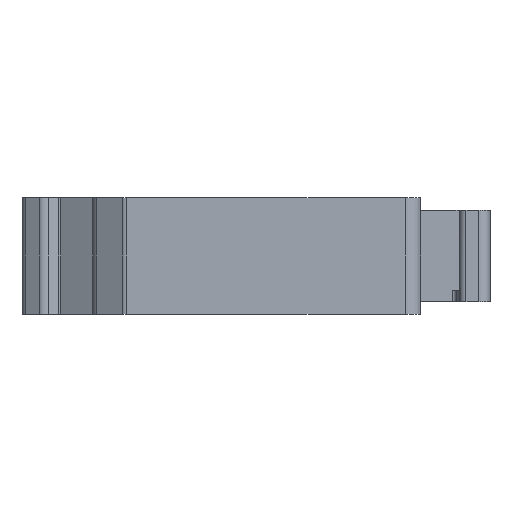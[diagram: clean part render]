
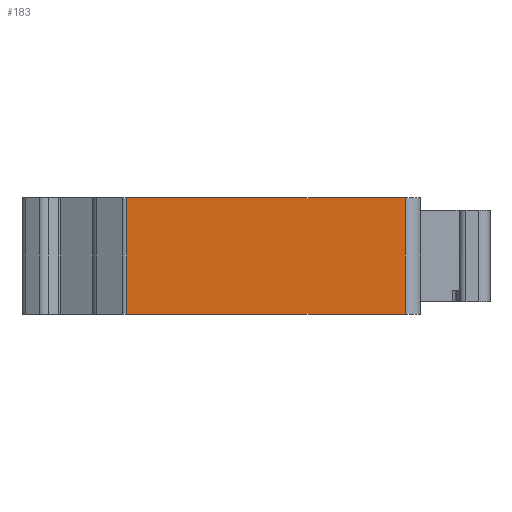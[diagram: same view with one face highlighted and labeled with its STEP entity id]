
A CAD part, left-side view. The second image highlights one B-rep face of the part: STEP entity #183.
In plain terms, the highlighted planar face has unit normal (-1, 0, 0).
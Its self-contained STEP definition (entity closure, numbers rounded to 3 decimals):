
#183=ADVANCED_FACE('',(#1551),#1553,.F.);
#1551=FACE_BOUND('',#1552,.T.);
#1552=EDGE_LOOP('',(#2713,#2714,#2715,#2716));
#1553=PLANE('',#1554);
#1554=AXIS2_PLACEMENT_3D('',#1555,#1556,#1557);
#1555=CARTESIAN_POINT('',(136.202,110.922,-7.65));
#1556=DIRECTION('',(1.,0.,0.));
#1557=DIRECTION('',(0.,-1.,0.));
#2713=ORIENTED_EDGE('',*,*,#3548,.T.);
#2714=ORIENTED_EDGE('',*,*,#3405,.F.);
#2715=ORIENTED_EDGE('',*,*,#3549,.T.);
#2716=ORIENTED_EDGE('',*,*,#3471,.T.);
#3405=EDGE_CURVE('',#3845,#3847,#3848,.T.);
#3471=EDGE_CURVE('',#3979,#3977,#3980,.T.);
#3548=EDGE_CURVE('',#3977,#3847,#4116,.T.);
#3549=EDGE_CURVE('',#3845,#3979,#4117,.T.);
#3845=VERTEX_POINT('',#4590);
#3847=VERTEX_POINT('',#4595);
#3848=LINE('',#4596,#4597);
#3977=VERTEX_POINT('',#4882);
#3979=VERTEX_POINT('',#4887);
#3980=LINE('',#4888,#4889);
#4116=LINE('',#5191,#5192);
#4117=LINE('',#5194,#5195);
#4590=CARTESIAN_POINT('',(136.202,107.372,-15.25));
#4595=CARTESIAN_POINT('',(136.202,143.881,-15.25));
#4596=CARTESIAN_POINT('',(136.202,107.372,-15.25));
#4597=VECTOR('',#4598,1.);
#4598=DIRECTION('',(0.,1.,0.));
#4882=CARTESIAN_POINT('',(136.202,143.881,-0.05));
#4887=CARTESIAN_POINT('',(136.202,107.372,-0.05));
#4888=CARTESIAN_POINT('',(136.202,107.372,-0.05));
#4889=VECTOR('',#4890,1.);
#4890=DIRECTION('',(0.,1.,0.));
#5191=CARTESIAN_POINT('',(136.202,143.881,-0.05));
#5192=VECTOR('',#5193,1.);
#5193=DIRECTION('',(0.,0.,-1.));
#5194=CARTESIAN_POINT('',(136.202,107.372,-15.25));
#5195=VECTOR('',#5196,1.);
#5196=DIRECTION('',(0.,0.,1.));
